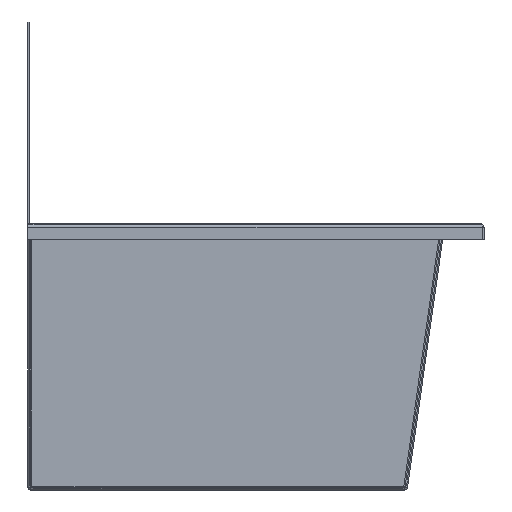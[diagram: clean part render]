
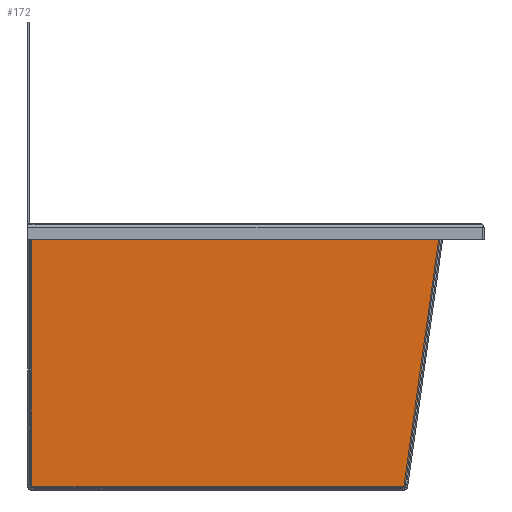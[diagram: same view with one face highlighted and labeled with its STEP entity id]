
A CAD part, left-side view. The second image highlights one B-rep face of the part: STEP entity #172.
In plain terms, the highlighted planar face has unit normal (-1, 0, 0).
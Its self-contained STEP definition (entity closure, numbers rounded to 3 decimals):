
#172 = ADVANCED_FACE( '', ( #362 ), #363, .F. );
#362 = FACE_OUTER_BOUND( '', #890, .T. );
#363 = PLANE( '', #891 );
#890 = EDGE_LOOP( '', ( #1433, #1434, #1435, #1436 ) );
#891 = AXIS2_PLACEMENT_3D( '', #1437, #1438, #1439 );
#1433 = ORIENTED_EDGE( '', *, *, #1744, .T. );
#1434 = ORIENTED_EDGE( '', *, *, #1802, .T. );
#1435 = ORIENTED_EDGE( '', *, *, #1804, .T. );
#1436 = ORIENTED_EDGE( '', *, *, #1715, .T. );
#1437 = CARTESIAN_POINT( '', ( -420., 155., 99. ) );
#1438 = DIRECTION( '', ( 1., 0., 0. ) );
#1439 = DIRECTION( '', ( 0., 1., 0. ) );
#1715 = EDGE_CURVE( '', #1996, #2000, #2002, .F. );
#1744 = EDGE_CURVE( '', #2000, #2015, #2043, .F. );
#1802 = EDGE_CURVE( '', #2015, #2005, #2116, .F. );
#1804 = EDGE_CURVE( '', #2005, #1996, #2118, .F. );
#1996 = VERTEX_POINT( '', #2396 );
#2000 = VERTEX_POINT( '', #2401 );
#2002 = LINE( '', #2403, #2404 );
#2005 = VERTEX_POINT( '', #2407 );
#2015 = VERTEX_POINT( '', #2431 );
#2043 = LINE( '', #2512, #2513 );
#2116 = LINE( '', #2647, #2648 );
#2118 = LINE( '', #2650, #2651 );
#2396 = CARTESIAN_POINT( '', ( -420., -125.263, -97. ) );
#2401 = CARTESIAN_POINT( '', ( -420., -152.57, 96.1 ) );
#2403 = CARTESIAN_POINT( '', ( -420., -146.942, 56.301 ) );
#2404 = VECTOR( '', #2829, 1000. );
#2407 = CARTESIAN_POINT( '', ( -420., 153., -97. ) );
#2431 = CARTESIAN_POINT( '', ( -420., 153., 96.1 ) );
#2512 = CARTESIAN_POINT( '', ( -420., 155., 96.1 ) );
#2513 = VECTOR( '', #2866, 1000. );
#2647 = CARTESIAN_POINT( '', ( -420., 153., 99. ) );
#2648 = VECTOR( '', #2937, 1000. );
#2650 = CARTESIAN_POINT( '', ( -420., 155., -97. ) );
#2651 = VECTOR( '', #2938, 1000. );
#2829 = DIRECTION( '', ( 0., 0.14, -0.99 ) );
#2866 = DIRECTION( '', ( 0., -1., 0. ) );
#2937 = DIRECTION( '', ( 0., 0., 1. ) );
#2938 = DIRECTION( '', ( 0., 1., 0. ) );
